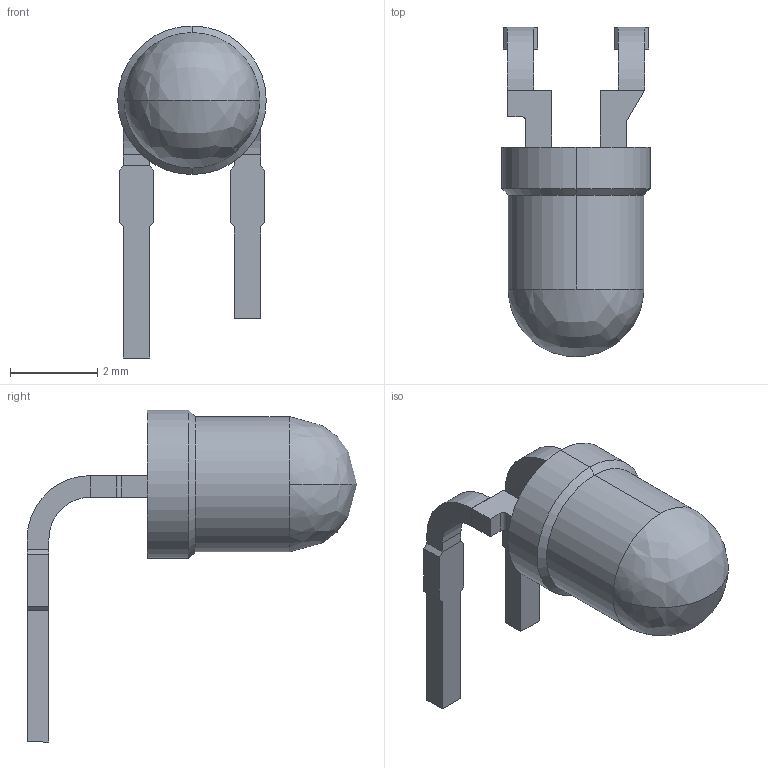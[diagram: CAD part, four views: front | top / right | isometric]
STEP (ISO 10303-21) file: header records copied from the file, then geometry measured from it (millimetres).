
FILE_DESCRIPTION (( 'STEP AP214' ), '1' );
FILE_NAME ('User Library-LA 3366_bc.STEP', '2015-09-10T02:13:47', ( 'Windows User' ), ( '' ), 'SwSTEP 2.0', 'SolidWorks 2015', '' );
FILE_SCHEMA (( 'AUTOMOTIVE_DESIGN' ));
Length unit declared in the file: centimetre
Products named in the file (9): User Library-LA 3366_bc_LEAD K1_bend; User Library-LA 3366_bc; User Library-LA 3366_bc_BODY_amber; User Library-LA 3366_bc_LEAD A_bendcut; User Library-LA 3366_bc_LEAD A1_bend; User Library-LA 3366_bc_LEAD A2_bendcut; User Library-LA 3366_bc_LEAD K_bendcut; User Library-LA 3366_bc_LEAD K3_bend; User Library-LA 3366_bc_LEAD K2_bendcut
Assembly tree (8 placements, depth 3):
  User Library-LA 3366_bc
    User Library-LA 3366_bc_LEAD K_bendcut
      User Library-LA 3366_bc_LEAD K1_bend
      User Library-LA 3366_bc_LEAD K2_bendcut
      User Library-LA 3366_bc_LEAD K3_bend
    User Library-LA 3366_bc_LEAD A_bendcut
      User Library-LA 3366_bc_LEAD A2_bendcut
      User Library-LA 3366_bc_LEAD A1_bend
    User Library-LA 3366_bc_BODY_amber
Bounding box: 3.4 x 7.55 x 7.6 mm (x, y, z)
Volume: 38.8 mm3; surface area: 95.6 mm2
Topology: 6 solids, 6 shells, 61 faces, 147 edges, 94 vertices
Faces by surface type: plane 48, cylinder 9, bspline 2, cone 2
Entity records: 2757 total; most frequent: CARTESIAN_POINT 341, DIRECTION 308, ORIENTED_EDGE 286, EDGE_CURVE 143, VECTOR 122, LINE 122, VERTEX_POINT 94, AXIS2_PLACEMENT_3D 93
